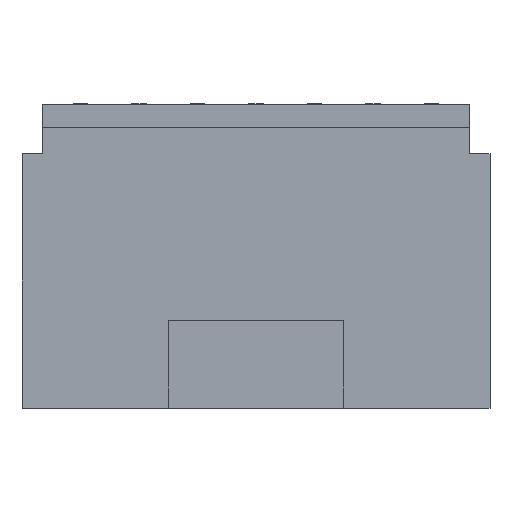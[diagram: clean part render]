
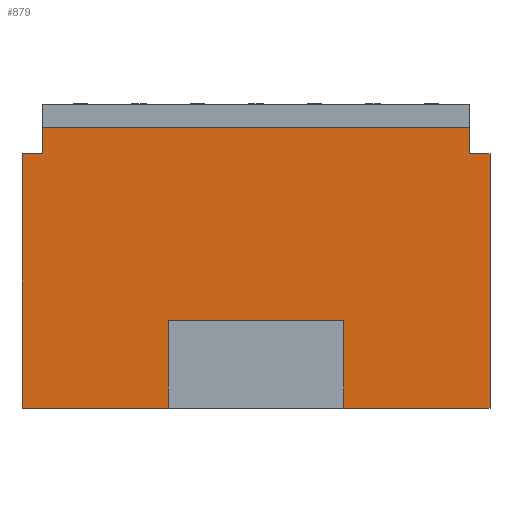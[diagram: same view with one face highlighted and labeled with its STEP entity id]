
A CAD part, top view. The second image highlights one B-rep face of the part: STEP entity #879.
In plain terms, the highlighted planar face has unit normal (0, 0, 1).
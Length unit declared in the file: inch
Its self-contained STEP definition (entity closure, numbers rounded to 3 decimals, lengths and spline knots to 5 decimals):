
#775=FACE_OUTER_BOUND('',#1105,.T.);
#879=ADVANCED_FACE('',(#775),#983,.F.);
#983=PLANE('',#2808);
#1105=EDGE_LOOP('',(#1352,#1353,#1354,#1355,#1356,#1357,#1358,#1359,#1360,
#1361,#1362,#1363));
#1352=ORIENTED_EDGE('',*,*,#2081,.F.);
#1353=ORIENTED_EDGE('',*,*,#2040,.T.);
#1354=ORIENTED_EDGE('',*,*,#1982,.F.);
#1355=ORIENTED_EDGE('',*,*,#2046,.F.);
#1356=ORIENTED_EDGE('',*,*,#2082,.F.);
#1357=ORIENTED_EDGE('',*,*,#2083,.F.);
#1358=ORIENTED_EDGE('',*,*,#1986,.F.);
#1359=ORIENTED_EDGE('',*,*,#2043,.F.);
#1360=ORIENTED_EDGE('',*,*,#2084,.F.);
#1361=ORIENTED_EDGE('',*,*,#2085,.F.);
#1362=ORIENTED_EDGE('',*,*,#2079,.T.);
#1363=ORIENTED_EDGE('',*,*,#2086,.F.);
#1794=VERTEX_POINT('',#3461);
#1795=VERTEX_POINT('',#3463);
#1798=VERTEX_POINT('',#3469);
#1799=VERTEX_POINT('',#3471);
#1848=VERTEX_POINT('',#3578);
#1849=VERTEX_POINT('',#3582);
#1851=VERTEX_POINT('',#3588);
#1871=VERTEX_POINT('',#3646);
#1872=VERTEX_POINT('',#3648);
#1873=VERTEX_POINT('',#3652);
#1874=VERTEX_POINT('',#3654);
#1875=VERTEX_POINT('',#3657);
#1982=EDGE_CURVE('',#1794,#1795,#2264,.T.);
#1986=EDGE_CURVE('',#1798,#1799,#2268,.T.);
#2040=EDGE_CURVE('',#1848,#1795,#2322,.T.);
#2043=EDGE_CURVE('',#1849,#1798,#2325,.T.);
#2046=EDGE_CURVE('',#1851,#1794,#2328,.T.);
#2079=EDGE_CURVE('',#1872,#1871,#2361,.T.);
#2081=EDGE_CURVE('',#1848,#1873,#2363,.T.);
#2082=EDGE_CURVE('',#1874,#1851,#2364,.T.);
#2083=EDGE_CURVE('',#1799,#1874,#2365,.T.);
#2084=EDGE_CURVE('',#1875,#1849,#2366,.T.);
#2085=EDGE_CURVE('',#1872,#1875,#2367,.T.);
#2086=EDGE_CURVE('',#1873,#1871,#2368,.T.);
#2264=LINE('',#3462,#2546);
#2268=LINE('',#3470,#2550);
#2322=LINE('',#3577,#2604);
#2325=LINE('',#3583,#2607);
#2328=LINE('',#3589,#2610);
#2361=LINE('',#3647,#2643);
#2363=LINE('',#3651,#2645);
#2364=LINE('',#3653,#2646);
#2365=LINE('',#3655,#2647);
#2366=LINE('',#3656,#2648);
#2367=LINE('',#3658,#2649);
#2368=LINE('',#3659,#2650);
#2546=VECTOR('',#2937,1.);
#2550=VECTOR('',#2941,1.);
#2604=VECTOR('',#3003,1.);
#2607=VECTOR('',#3008,1.);
#2610=VECTOR('',#3013,1.);
#2643=VECTOR('',#3056,1.);
#2645=VECTOR('',#3060,1.);
#2646=VECTOR('',#3061,1.);
#2647=VECTOR('',#3062,1.);
#2648=VECTOR('',#3063,1.);
#2649=VECTOR('',#3064,1.);
#2650=VECTOR('',#3065,1.);
#2808=AXIS2_PLACEMENT_3D('',#3660,#3066,#3067);
#2937=DIRECTION('',(-1.,0.,0.));
#2941=DIRECTION('',(-1.,0.,0.));
#3003=DIRECTION('',(0.,-1.,0.));
#3008=DIRECTION('',(0.,-1.,0.));
#3013=DIRECTION('',(0.,-1.,0.));
#3056=DIRECTION('',(-1.,0.,0.));
#3060=DIRECTION('',(1.,0.,0.));
#3061=DIRECTION('',(-1.,0.,0.));
#3062=DIRECTION('',(0.,1.,0.));
#3063=DIRECTION('',(1.,0.,0.));
#3064=DIRECTION('',(0.,-1.,0.));
#3065=DIRECTION('',(0.,1.,0.));
#3066=DIRECTION('',(0.,0.,-1.));
#3067=DIRECTION('',(0.,1.,0.));
#3461=CARTESIAN_POINT('',(0.25,0.,0.2));
#3462=CARTESIAN_POINT('',(0.25,0.,0.2));
#3463=CARTESIAN_POINT('',(0.,0.,0.2));
#3469=CARTESIAN_POINT('',(0.8,0.,0.2));
#3470=CARTESIAN_POINT('',(0.8,0.,0.2));
#3471=CARTESIAN_POINT('',(0.55,0.,0.2));
#3577=CARTESIAN_POINT('',(0.,0.48,0.2));
#3578=CARTESIAN_POINT('',(0.,0.435,0.2));
#3582=CARTESIAN_POINT('',(0.8,0.435,0.2));
#3583=CARTESIAN_POINT('',(0.8,5.,0.2));
#3588=CARTESIAN_POINT('',(0.25,0.15,0.2));
#3589=CARTESIAN_POINT('',(0.25,5.,0.2));
#3646=CARTESIAN_POINT('',(0.035,0.48,0.2));
#3647=CARTESIAN_POINT('',(10.,0.48,0.2));
#3648=CARTESIAN_POINT('',(0.765,0.48,0.2));
#3651=CARTESIAN_POINT('',(10.,0.435,0.2));
#3652=CARTESIAN_POINT('',(0.035,0.435,0.2));
#3653=CARTESIAN_POINT('',(10.,0.15,0.2));
#3654=CARTESIAN_POINT('',(0.55,0.15,0.2));
#3655=CARTESIAN_POINT('',(0.55,5.,0.2));
#3656=CARTESIAN_POINT('',(10.,0.435,0.2));
#3657=CARTESIAN_POINT('',(0.765,0.435,0.2));
#3658=CARTESIAN_POINT('',(0.765,0.48,0.2));
#3659=CARTESIAN_POINT('',(0.035,0.48,0.2));
#3660=CARTESIAN_POINT('',(10.,0.48,0.2));
